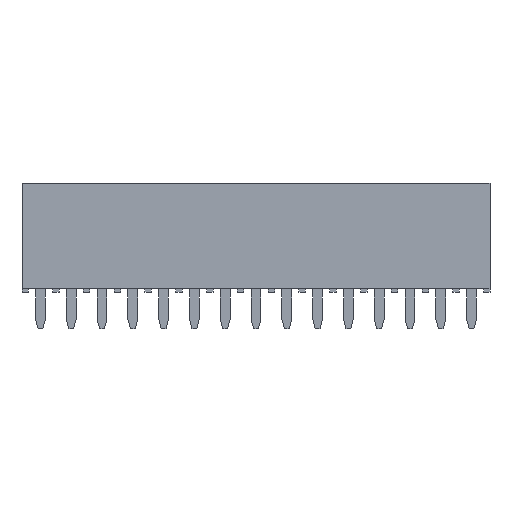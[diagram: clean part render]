
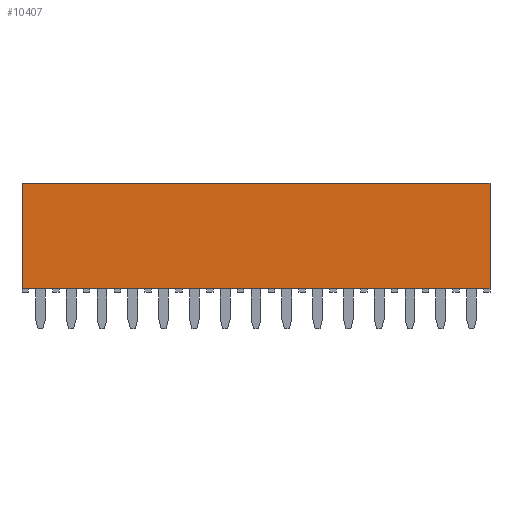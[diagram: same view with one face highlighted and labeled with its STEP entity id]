
A CAD part, top view. The second image highlights one B-rep face of the part: STEP entity #10407.
In plain terms, the highlighted planar face has unit normal (0, 0, 1).
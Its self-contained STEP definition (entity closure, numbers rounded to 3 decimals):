
#319 = VERTEX_POINT ( 'NONE', #23395 ) ;
#551 = VECTOR ( 'NONE', #5987, 1000. ) ;
#575 = EDGE_CURVE ( 'NONE', #16310, #319, #2190, .T. ) ;
#583 = EDGE_LOOP ( 'NONE', ( #11303, #21312, #12356, #9083 ) ) ;
#1028 = DIRECTION ( 'NONE',  ( 0., -1., 0. ) ) ;
#1693 = CARTESIAN_POINT ( 'NONE',  ( -1.52, 0.3, 1.25 ) ) ;
#2190 = LINE ( 'NONE', #19496, #551 ) ;
#2749 = CARTESIAN_POINT ( 'NONE',  ( 37.08, 0.3, 1.25 ) ) ;
#2811 = EDGE_CURVE ( 'NONE', #16310, #7731, #14495, .T. ) ;
#5117 = VECTOR ( 'NONE', #1028, 1000. ) ;
#5303 = CARTESIAN_POINT ( 'NONE',  ( -1.52, 5., 1.25 ) ) ;
#5815 = FACE_OUTER_BOUND ( 'NONE', #583, .T. ) ;
#5987 = DIRECTION ( 'NONE',  ( 1., 0., 0. ) ) ;
#6219 = VECTOR ( 'NONE', #20238, 1000. ) ;
#7731 = VERTEX_POINT ( 'NONE', #22557 ) ;
#8760 = CARTESIAN_POINT ( 'NONE',  ( -1.52, 5., 1.25 ) ) ;
#8911 = LINE ( 'NONE', #18573, #6219 ) ;
#9083 = ORIENTED_EDGE ( 'NONE', *, *, #16625, .T. ) ;
#9310 = PLANE ( 'NONE',  #21575 ) ;
#10407 = ADVANCED_FACE ( 'NONE', ( #5815 ), #9310, .T. ) ;
#11303 = ORIENTED_EDGE ( 'NONE', *, *, #23184, .T. ) ;
#11465 = DIRECTION ( 'NONE',  ( 1., 0., 0. ) ) ;
#12160 = VECTOR ( 'NONE', #23079, 1000. ) ;
#12356 = ORIENTED_EDGE ( 'NONE', *, *, #2811, .T. ) ;
#14495 = LINE ( 'NONE', #8760, #5117 ) ;
#16310 = VERTEX_POINT ( 'NONE', #24528 ) ;
#16625 = EDGE_CURVE ( 'NONE', #7731, #17129, #19099, .T. ) ;
#17129 = VERTEX_POINT ( 'NONE', #2749 ) ;
#18573 = CARTESIAN_POINT ( 'NONE',  ( 37.08, 3.9, 1.25 ) ) ;
#19099 = LINE ( 'NONE', #1693, #12160 ) ;
#19320 = DIRECTION ( 'NONE',  ( 0., 0., 1. ) ) ;
#19496 = CARTESIAN_POINT ( 'NONE',  ( -1.52, 9., 1.25 ) ) ;
#20238 = DIRECTION ( 'NONE',  ( 0., 1., 0. ) ) ;
#21312 = ORIENTED_EDGE ( 'NONE', *, *, #575, .F. ) ;
#21575 = AXIS2_PLACEMENT_3D ( 'NONE', #5303, #19320, #11465 ) ;
#22557 = CARTESIAN_POINT ( 'NONE',  ( -1.52, 0.3, 1.25 ) ) ;
#23079 = DIRECTION ( 'NONE',  ( 1., 0., 0. ) ) ;
#23184 = EDGE_CURVE ( 'NONE', #17129, #319, #8911, .T. ) ;
#23395 = CARTESIAN_POINT ( 'NONE',  ( 37.08, 9., 1.25 ) ) ;
#24528 = CARTESIAN_POINT ( 'NONE',  ( -1.52, 9., 1.25 ) ) ;
